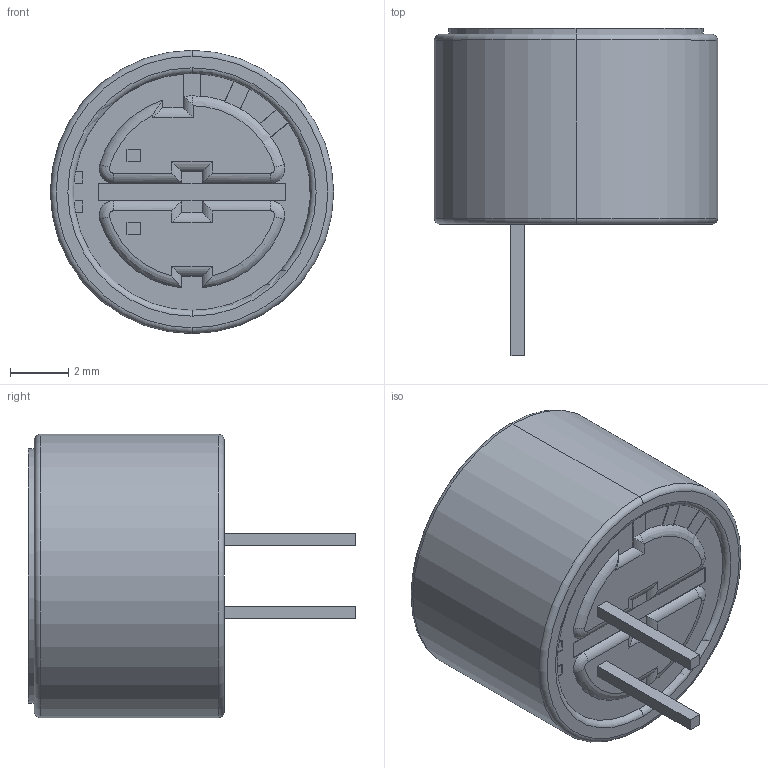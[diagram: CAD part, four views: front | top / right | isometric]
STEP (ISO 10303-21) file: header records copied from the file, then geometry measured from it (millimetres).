
FILE_DESCRIPTION (( 'STEP AP214' ), '1' );
FILE_NAME ('CUI_DEVICES_CMA-6542PF.step', '2019-10-20T21:44:45', ( '' ), ( '' ), 'SwSTEP 2.0', 'SolidWorks 2019', '' );
FILE_SCHEMA (( 'AUTOMOTIVE_DESIGN' ));
Length unit declared in the file: inch
Products named in the file (1): CUI_DEVICES_CMA-6542PF
Bounding box: 9.7 x 11.2 x 9.7 mm (x, y, z)
Volume: 488.1 mm3; surface area: 367.4 mm2
Topology: 1 solids, 1 shells, 77 faces, 201 edges, 130 vertices
Faces by surface type: plane 42, cylinder 20, torus 15
Entity records: 3262 total; most frequent: CARTESIAN_POINT 525, ORIENTED_EDGE 402, DIRECTION 389, EDGE_CURVE 201, AXIS2_PLACEMENT_3D 142, VERTEX_POINT 130, VECTOR 105, LINE 105
